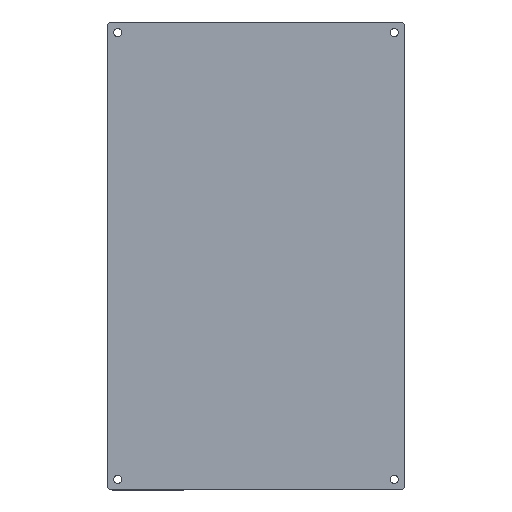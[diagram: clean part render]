
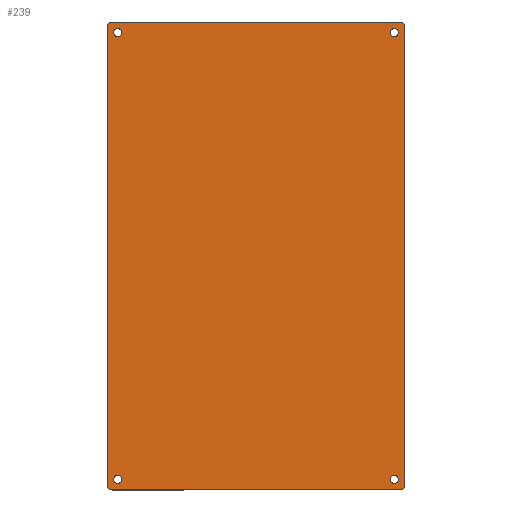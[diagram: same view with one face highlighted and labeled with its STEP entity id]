
A CAD part, top view. The second image highlights one B-rep face of the part: STEP entity #239.
In plain terms, the highlighted planar face has unit normal (0, 0, 1).
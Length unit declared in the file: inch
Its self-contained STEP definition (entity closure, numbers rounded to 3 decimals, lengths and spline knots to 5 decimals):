
#7 = EDGE_CURVE ( 'NONE', #187, #194, #287, .T. ) ;
#15 = ORIENTED_EDGE ( 'NONE', *, *, #161, .F. ) ;
#18 = EDGE_LOOP ( 'NONE', ( #105, #24 ) ) ;
#24 = ORIENTED_EDGE ( 'NONE', *, *, #132, .F. ) ;
#78 = VERTEX_POINT ( 'NONE', #312 ) ;
#83 = VERTEX_POINT ( 'NONE', #304 ) ;
#105 = ORIENTED_EDGE ( 'NONE', *, *, #169, .F. ) ;
#109 = ORIENTED_EDGE ( 'NONE', *, *, #111, .T. ) ;
#110 = EDGE_LOOP ( 'NONE', ( #15, #134 ) ) ;
#111 = EDGE_CURVE ( 'NONE', #135, #216, #402, .T. ) ;
#131 = EDGE_CURVE ( 'NONE', #199, #135, #244, .T. ) ;
#132 = EDGE_CURVE ( 'NONE', #172, #171, #248, .T. ) ;
#134 = ORIENTED_EDGE ( 'NONE', *, *, #7, .F. ) ;
#135 = VERTEX_POINT ( 'NONE', #254 ) ;
#161 = EDGE_CURVE ( 'NONE', #194, #187, #536, .T. ) ;
#162 = VERTEX_POINT ( 'NONE', #458 ) ;
#168 = EDGE_CURVE ( 'NONE', #83, #78, #469, .T. ) ;
#169 = EDGE_CURVE ( 'NONE', #171, #172, #555, .T. ) ;
#171 = VERTEX_POINT ( 'NONE', #538 ) ;
#172 = VERTEX_POINT ( 'NONE', #526 ) ;
#179 = EDGE_CURVE ( 'NONE', #188, #162, #525, .T. ) ;
#187 = VERTEX_POINT ( 'NONE', #520 ) ;
#188 = VERTEX_POINT ( 'NONE', #593 ) ;
#194 = VERTEX_POINT ( 'NONE', #583 ) ;
#196 = VERTEX_POINT ( 'NONE', #595 ) ;
#197 = ORIENTED_EDGE ( 'NONE', *, *, #131, .T. ) ;
#198 = VERTEX_POINT ( 'NONE', #586 ) ;
#199 = VERTEX_POINT ( 'NONE', #579 ) ;
#200 = EDGE_CURVE ( 'NONE', #215, #196, #588, .T. ) ;
#201 = ORIENTED_EDGE ( 'NONE', *, *, #204, .T. ) ;
#203 = ORIENTED_EDGE ( 'NONE', *, *, #206, .T. ) ;
#204 = EDGE_CURVE ( 'NONE', #198, #199, #596, .T. ) ;
#206 = EDGE_CURVE ( 'NONE', #196, #198, #571, .T. ) ;
#211 = EDGE_CURVE ( 'NONE', #216, #218, #541, .T. ) ;
#212 = ORIENTED_EDGE ( 'NONE', *, *, #214, .T. ) ;
#213 = VERTEX_POINT ( 'NONE', #495 ) ;
#214 = EDGE_CURVE ( 'NONE', #213, #215, #546, .T. ) ;
#215 = VERTEX_POINT ( 'NONE', #489 ) ;
#216 = VERTEX_POINT ( 'NONE', #496 ) ;
#217 = EDGE_CURVE ( 'NONE', #218, #213, #491, .T. ) ;
#218 = VERTEX_POINT ( 'NONE', #484 ) ;
#219 = ORIENTED_EDGE ( 'NONE', *, *, #217, .T. ) ;
#220 = EDGE_CURVE ( 'NONE', #78, #83, #490, .T. ) ;
#221 = EDGE_LOOP ( 'NONE', ( #223, #219, #212, #224, #203, #201, #197, #109 ) ) ;
#222 = ORIENTED_EDGE ( 'NONE', *, *, #168, .F. ) ;
#223 = ORIENTED_EDGE ( 'NONE', *, *, #211, .T. ) ;
#224 = ORIENTED_EDGE ( 'NONE', *, *, #200, .T. ) ;
#225 = EDGE_CURVE ( 'NONE', #162, #188, #472, .T. ) ;
#227 = EDGE_LOOP ( 'NONE', ( #222, #228 ) ) ;
#228 = ORIENTED_EDGE ( 'NONE', *, *, #220, .F. ) ;
#230 = ORIENTED_EDGE ( 'NONE', *, *, #225, .F. ) ;
#236 = ORIENTED_EDGE ( 'NONE', *, *, #179, .F. ) ;
#238 = EDGE_LOOP ( 'NONE', ( #236, #230 ) ) ;
#239 = ADVANCED_FACE ( 'NONE', ( #619, #627, #621, #626, #620 ), #628, .F. ) ;
#243 = CARTESIAN_POINT ( 'NONE',  ( 6.3975, 10.335, 0.25 ) ) ;
#244 = CIRCLE ( 'NONE', #261, 0.25 ) ;
#248 = CIRCLE ( 'NONE', #262, 0.1875 ) ;
#251 = DIRECTION ( 'NONE',  ( 1., 0., 0. ) ) ;
#252 = DIRECTION ( 'NONE',  ( 0., 0., 1. ) ) ;
#254 = CARTESIAN_POINT ( 'NONE',  ( -6.64, -10.825, 0.25 ) ) ;
#258 = DIRECTION ( 'NONE',  ( -1., 0., 0. ) ) ;
#259 = DIRECTION ( 'NONE',  ( 0., 0., 1. ) ) ;
#260 = CARTESIAN_POINT ( 'NONE',  ( -6.64, -10.575, 0.25 ) ) ;
#261 = AXIS2_PLACEMENT_3D ( 'NONE', #260, #259, #258 ) ;
#262 = AXIS2_PLACEMENT_3D ( 'NONE', #243, #252, #251 ) ;
#284 = DIRECTION ( 'NONE',  ( 1., 0., 0. ) ) ;
#285 = DIRECTION ( 'NONE',  ( 0., 0., 1. ) ) ;
#286 = AXIS2_PLACEMENT_3D ( 'NONE', #292, #285, #284 ) ;
#287 = CIRCLE ( 'NONE', #286, 0.1875 ) ;
#292 = CARTESIAN_POINT ( 'NONE',  ( -6.3975, -10.335, 0.25 ) ) ;
#304 = CARTESIAN_POINT ( 'NONE',  ( -6.585, 10.335, 0.25 ) ) ;
#312 = CARTESIAN_POINT ( 'NONE',  ( -6.21, 10.335, 0.25 ) ) ;
#393 = DIRECTION ( 'NONE',  ( 1., 0., 0. ) ) ;
#394 = VECTOR ( 'NONE', #393, 39.37008 ) ;
#401 = CARTESIAN_POINT ( 'NONE',  ( -6.64, -10.825, 0.25 ) ) ;
#402 = LINE ( 'NONE', #401, #394 ) ;
#458 = CARTESIAN_POINT ( 'NONE',  ( 6.585, -10.335, 0.25 ) ) ;
#468 = AXIS2_PLACEMENT_3D ( 'NONE', #470, #540, #530 ) ;
#469 = CIRCLE ( 'NONE', #468, 0.1875 ) ;
#470 = CARTESIAN_POINT ( 'NONE',  ( -6.3975, 10.335, 0.25 ) ) ;
#471 = AXIS2_PLACEMENT_3D ( 'NONE', #483, #636, #635 ) ;
#472 = CIRCLE ( 'NONE', #471, 0.1875 ) ;
#473 = DIRECTION ( 'NONE',  ( 1., 0., 0. ) ) ;
#474 = DIRECTION ( 'NONE',  ( 0., 0., 1. ) ) ;
#475 = CARTESIAN_POINT ( 'NONE',  ( -6.3975, 10.335, 0.25 ) ) ;
#476 = AXIS2_PLACEMENT_3D ( 'NONE', #475, #474, #473 ) ;
#480 = AXIS2_PLACEMENT_3D ( 'NONE', #618, #608, #607 ) ;
#481 = VECTOR ( 'NONE', #487, 39.37008 ) ;
#483 = CARTESIAN_POINT ( 'NONE',  ( 6.3975, -10.335, 0.25 ) ) ;
#484 = CARTESIAN_POINT ( 'NONE',  ( 6.89, -10.575, 0.25 ) ) ;
#485 = DIRECTION ( 'NONE',  ( 1., 0., 0. ) ) ;
#486 = DIRECTION ( 'NONE',  ( 0., 0., 1. ) ) ;
#487 = DIRECTION ( 'NONE',  ( 0., 1., 0. ) ) ;
#488 = CARTESIAN_POINT ( 'NONE',  ( 6.89, 10.575, 0.25 ) ) ;
#489 = CARTESIAN_POINT ( 'NONE',  ( 6.64, 10.825, 0.25 ) ) ;
#490 = CIRCLE ( 'NONE', #476, 0.1875 ) ;
#491 = LINE ( 'NONE', #488, #481 ) ;
#492 = DIRECTION ( 'NONE',  ( -1., 0., 0. ) ) ;
#493 = DIRECTION ( 'NONE',  ( 0., 0., 1. ) ) ;
#494 = CARTESIAN_POINT ( 'NONE',  ( 6.64, -10.575, 0.25 ) ) ;
#495 = CARTESIAN_POINT ( 'NONE',  ( 6.89, 10.575, 0.25 ) ) ;
#496 = CARTESIAN_POINT ( 'NONE',  ( 6.64, -10.825, 0.25 ) ) ;
#509 = DIRECTION ( 'NONE',  ( 1., 0., 0. ) ) ;
#510 = DIRECTION ( 'NONE',  ( 0., 0., 1. ) ) ;
#511 = CARTESIAN_POINT ( 'NONE',  ( 6.3975, -10.335, 0.25 ) ) ;
#520 = CARTESIAN_POINT ( 'NONE',  ( -6.21, -10.335, 0.25 ) ) ;
#523 = DIRECTION ( 'NONE',  ( 1., 0., 0. ) ) ;
#524 = DIRECTION ( 'NONE',  ( 0., 0., 1. ) ) ;
#525 = CIRCLE ( 'NONE', #527, 0.1875 ) ;
#526 = CARTESIAN_POINT ( 'NONE',  ( 6.585, 10.335, 0.25 ) ) ;
#527 = AXIS2_PLACEMENT_3D ( 'NONE', #511, #510, #509 ) ;
#529 = AXIS2_PLACEMENT_3D ( 'NONE', #531, #524, #523 ) ;
#530 = DIRECTION ( 'NONE',  ( 1., 0., 0. ) ) ;
#531 = CARTESIAN_POINT ( 'NONE',  ( 6.3975, 10.335, 0.25 ) ) ;
#532 = DIRECTION ( 'NONE',  ( 1., 0., 0. ) ) ;
#533 = DIRECTION ( 'NONE',  ( 0., 0., 1. ) ) ;
#534 = CARTESIAN_POINT ( 'NONE',  ( -6.3975, -10.335, 0.25 ) ) ;
#535 = AXIS2_PLACEMENT_3D ( 'NONE', #534, #533, #532 ) ;
#536 = CIRCLE ( 'NONE', #535, 0.1875 ) ;
#538 = CARTESIAN_POINT ( 'NONE',  ( 6.21, 10.335, 0.25 ) ) ;
#540 = DIRECTION ( 'NONE',  ( 0., 0., 1. ) ) ;
#541 = CIRCLE ( 'NONE', #547, 0.25 ) ;
#543 = DIRECTION ( 'NONE',  ( -1., 0., 0. ) ) ;
#544 = DIRECTION ( 'NONE',  ( 0., 0., 1. ) ) ;
#545 = AXIS2_PLACEMENT_3D ( 'NONE', #572, #544, #543 ) ;
#546 = CIRCLE ( 'NONE', #549, 0.25 ) ;
#547 = AXIS2_PLACEMENT_3D ( 'NONE', #494, #493, #492 ) ;
#549 = AXIS2_PLACEMENT_3D ( 'NONE', #552, #486, #485 ) ;
#552 = CARTESIAN_POINT ( 'NONE',  ( 6.64, 10.575, 0.25 ) ) ;
#555 = CIRCLE ( 'NONE', #529, 0.1875 ) ;
#571 = CIRCLE ( 'NONE', #545, 0.25 ) ;
#572 = CARTESIAN_POINT ( 'NONE',  ( -6.64, 10.575, 0.25 ) ) ;
#573 = DIRECTION ( 'NONE',  ( -1., 0., 0. ) ) ;
#574 = VECTOR ( 'NONE', #573, 39.37008 ) ;
#575 = DIRECTION ( 'NONE',  ( 0., -1., 0. ) ) ;
#576 = VECTOR ( 'NONE', #575, 39.37008 ) ;
#577 = CARTESIAN_POINT ( 'NONE',  ( -6.89, 10.575, 0.25 ) ) ;
#579 = CARTESIAN_POINT ( 'NONE',  ( -6.89, -10.575, 0.25 ) ) ;
#583 = CARTESIAN_POINT ( 'NONE',  ( -6.585, -10.335, 0.25 ) ) ;
#586 = CARTESIAN_POINT ( 'NONE',  ( -6.89, 10.575, 0.25 ) ) ;
#587 = CARTESIAN_POINT ( 'NONE',  ( -6.64, 10.825, 0.25 ) ) ;
#588 = LINE ( 'NONE', #587, #574 ) ;
#593 = CARTESIAN_POINT ( 'NONE',  ( 6.21, -10.335, 0.25 ) ) ;
#595 = CARTESIAN_POINT ( 'NONE',  ( -6.64, 10.825, 0.25 ) ) ;
#596 = LINE ( 'NONE', #577, #576 ) ;
#607 = DIRECTION ( 'NONE',  ( -1., 0., 0. ) ) ;
#608 = DIRECTION ( 'NONE',  ( 0., 0., -1. ) ) ;
#618 = CARTESIAN_POINT ( 'NONE',  ( 6.64, -10.575, 0.25 ) ) ;
#619 = FACE_BOUND ( 'NONE', #238, .T. ) ;
#620 = FACE_BOUND ( 'NONE', #18, .T. ) ;
#621 = FACE_OUTER_BOUND ( 'NONE', #221, .T. ) ;
#626 = FACE_BOUND ( 'NONE', #110, .T. ) ;
#627 = FACE_BOUND ( 'NONE', #227, .T. ) ;
#628 = PLANE ( 'NONE',  #480 ) ;
#635 = DIRECTION ( 'NONE',  ( 1., 0., 0. ) ) ;
#636 = DIRECTION ( 'NONE',  ( 0., 0., 1. ) ) ;
